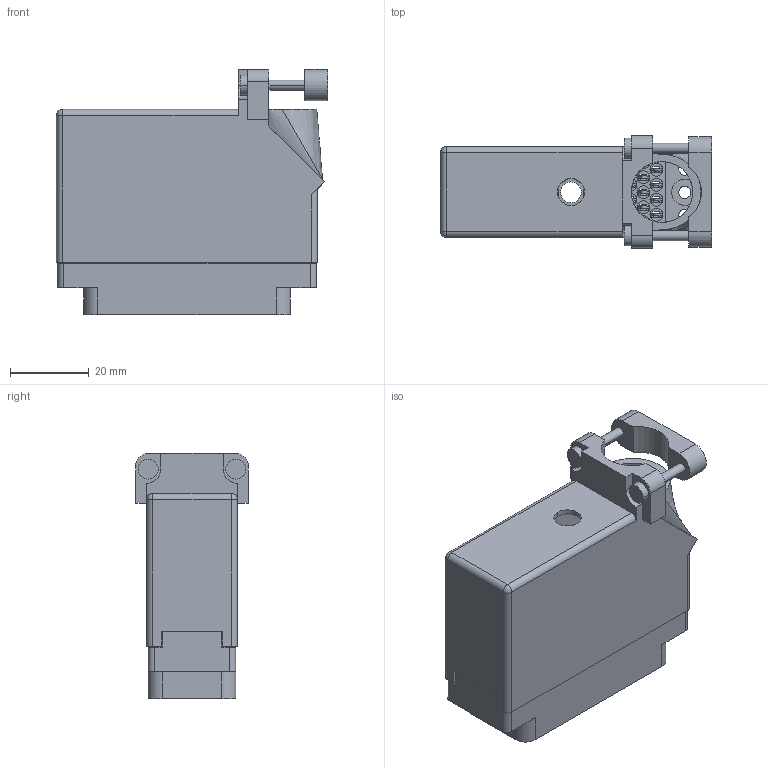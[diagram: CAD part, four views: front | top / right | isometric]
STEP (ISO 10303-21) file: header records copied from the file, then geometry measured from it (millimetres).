
FILE_DESCRIPTION (( 'STEP AP203' ), '1' );
FILE_NAME ('516-056-542-530.STEP', '2020-03-10T14:56:16', ( '' ), ( '' ), 'SwSTEP 2.0', 'SolidWorks 2016', '' );
FILE_SCHEMA (( 'CONFIG_CONTROL_DESIGN' ));
Length unit declared in the file: inch
Products named in the file (4): 516-292-001_542 Contact; 516 Plug Insulator_056; 516-056-542-530; 516-230-001_Plastic - 056 Top Entry - Large Clamp
Assembly tree (58 placements, depth 2):
  516-056-542-530
    516 Plug Insulator_056
    516-292-001_542 Contact  x56
    516-230-001_Plastic - 056 Top Entry - Large Clamp
Bounding box: 68.91 x 28.57 x 62.28 mm (x, y, z)
Volume: 26922.7 mm3; surface area: 45163.1 mm2
Topology: 58 solids, 58 shells, 5331 faces, 15462 edges, 10266 vertices
Faces by surface type: plane 3294, cylinder 1694, bspline 339, cone 2, sphere 2
Entity records: 48194 total; most frequent: CARTESIAN_POINT 8506, ORIENTED_EDGE 8040, DIRECTION 7791, EDGE_CURVE 4020, VECTOR 3019, LINE 3019, VERTEX_POINT 2676, AXIS2_PLACEMENT_3D 2386
